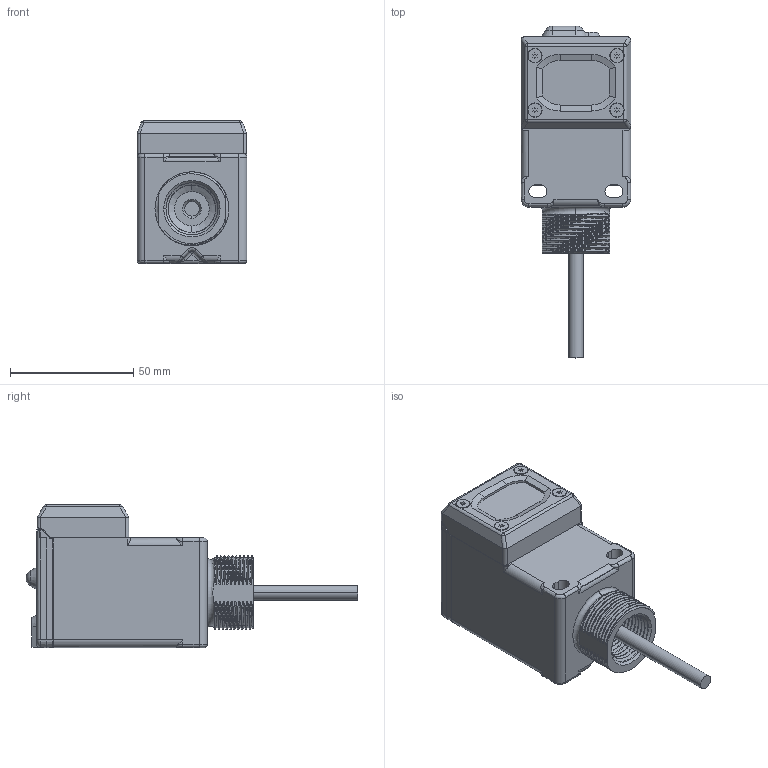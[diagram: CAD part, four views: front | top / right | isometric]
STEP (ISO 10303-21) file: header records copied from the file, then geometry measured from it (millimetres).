
FILE_DESCRIPTION((''),'2;1');
FILE_NAME('156698_SM01_ASM','2022-11-29T14:04:36',('PDMAdmin'),('BANNER ENGINEERING'),'CREO PARAMETRIC BY PTC INC, 2019292','CREO PARAMETRIC BY PTC INC, 2019292','');
FILE_SCHEMA(('CONFIG_CONTROL_DESIGN'));
Products named in the file (3): 156698_EP01; 09459; 156698_SM01_ASM
Assembly tree (2 placements, depth 2):
  156698_SM01_ASM
    156698_EP01
    09459
Bounding box: 44.57 x 134.61 x 58.06 mm (x, y, z)
Volume: 153292.6 mm3; surface area: 32647.4 mm2
Topology: 2 solids, 2 shells, 758 faces, 2030 edges, 1280 vertices
Faces by surface type: plane 301, cylinder 209, bspline 144, cone 70, torus 21, sphere 13
Entity records: 40085 total; most frequent: CARTESIAN_POINT 22256, ORIENTED_EDGE 4044, DIRECTION 3181, EDGE_CURVE 2022, VERTEX_POINT 1280, VECTOR 1123, LINE 1123, AXIS2_PLACEMENT_3D 1029
